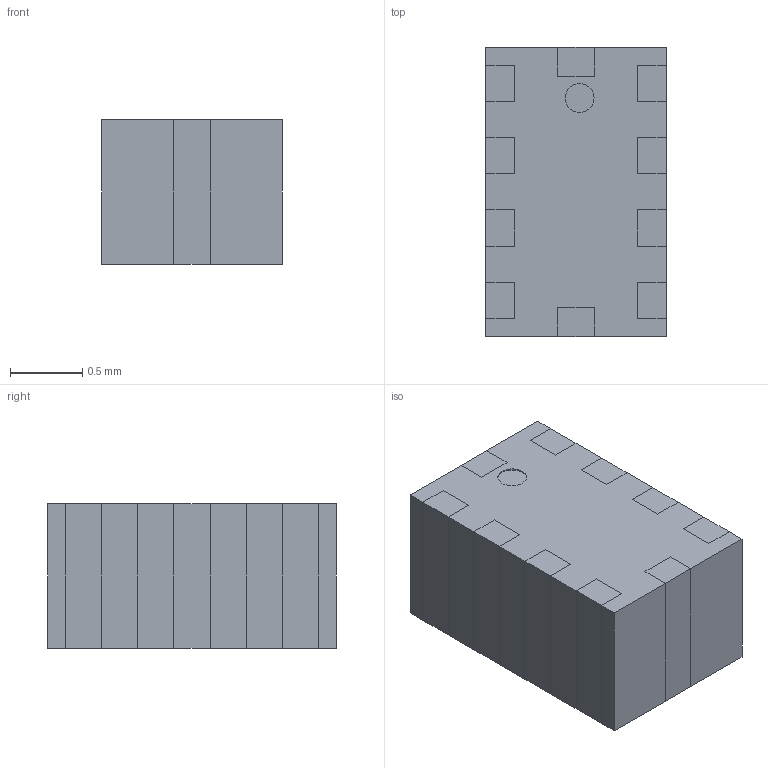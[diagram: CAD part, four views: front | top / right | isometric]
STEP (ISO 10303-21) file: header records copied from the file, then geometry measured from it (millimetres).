
FILE_DESCRIPTION(/* description */ ('model of Balun_Johanson_0900PC15J0013'),/* implementation_level */ '2;1');
FILE_NAME(/* name */ 'Balun_Johanson_0900PC15J0013.step',/* time_stamp */ '2020-08-28T10:54:29',/* author */ ('kicad StepUp','ksu'),/* organization */ ('FreeCAD'),/* preprocessor_version */ 'OCC',/* originating_system */ 'kicad StepUp',/* authorisation */ '');
FILE_SCHEMA(('AUTOMOTIVE_DESIGN { 1 0 10303 214 1 1 1 1 }'));
Length unit declared in the file: millimetre
Products named in the file (1): Balun_Johanson_0900PC15J0013
Bounding box: 1.25 x 2 x 1 mm (x, y, z)
Volume: 2.5 mm3; surface area: 11.5 mm2
Topology: 1 solids, 1 shells, 48 faces, 135 edges, 90 vertices
Faces by surface type: plane 47, cylinder 1
Full cylindrical faces by diameter (mm): 0.2 x1
Entity records: 1871 total; most frequent: CARTESIAN_POINT 274, ORIENTED_EDGE 270, DIRECTION 235, EDGE_CURVE 135, LINE 133, VECTOR 133, VERTEX_POINT 90, AXIS2_PLACEMENT_3D 51
